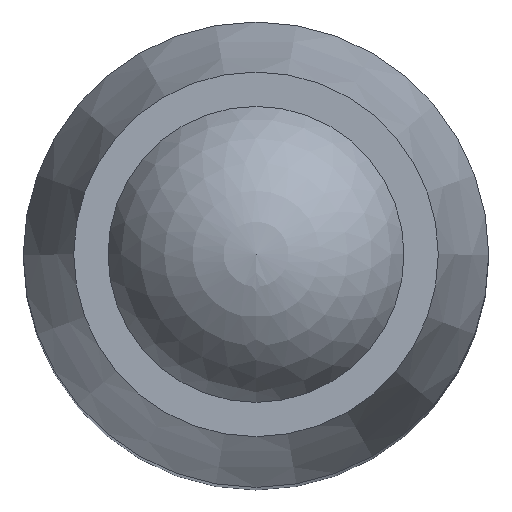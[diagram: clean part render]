
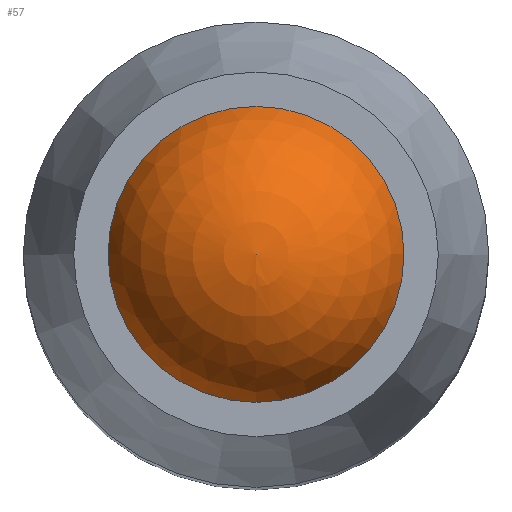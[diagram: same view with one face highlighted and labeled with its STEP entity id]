
A CAD part, top view. The second image highlights one B-rep face of the part: STEP entity #57.
In plain terms, the highlighted spherical face has radius 2 mm.
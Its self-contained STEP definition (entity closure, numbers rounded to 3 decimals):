
#57 = ADVANCED_FACE( '', ( #123, #124 ), #125, .T. );
#123 = FACE_BOUND( '', #194, .T. );
#124 = FACE_OUTER_BOUND( '', #195, .T. );
#125 = SPHERICAL_SURFACE( '', #196, 2. );
#194 = VERTEX_LOOP( '', #293 );
#195 = EDGE_LOOP( '', ( #294 ) );
#196 = AXIS2_PLACEMENT_3D( '', #295, #296, #297 );
#293 = VERTEX_POINT( '', #416 );
#294 = ORIENTED_EDGE( '', *, *, #413, .T. );
#295 = CARTESIAN_POINT( '', ( 0., 0., 21.5 ) );
#296 = DIRECTION( '', ( 0., 0., 1. ) );
#297 = DIRECTION( '', ( 0., -1., 0. ) );
#413 = EDGE_CURVE( '', #487, #487, #488, .T. );
#416 = CARTESIAN_POINT( '', ( 0., 0., 23.5 ) );
#487 = VERTEX_POINT( '', #579 );
#488 = CIRCLE( '', #580, 1.908 );
#579 = CARTESIAN_POINT( '', ( 1.908, 0., 22.1 ) );
#580 = AXIS2_PLACEMENT_3D( '', #657, #658, #659 );
#657 = CARTESIAN_POINT( '', ( 0., 0., 22.1 ) );
#658 = DIRECTION( '', ( 0., 0., 1. ) );
#659 = DIRECTION( '', ( 1., 0., 0. ) );
